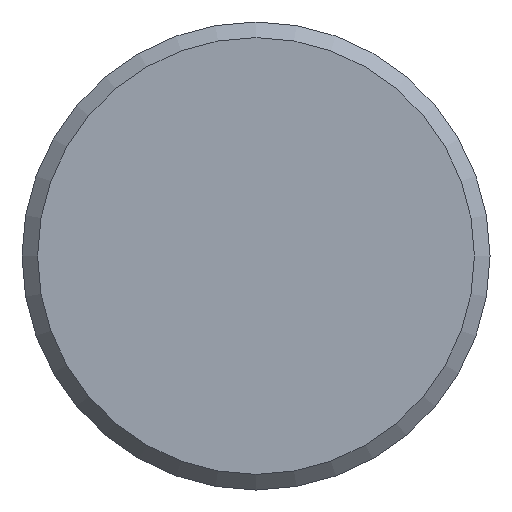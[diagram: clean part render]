
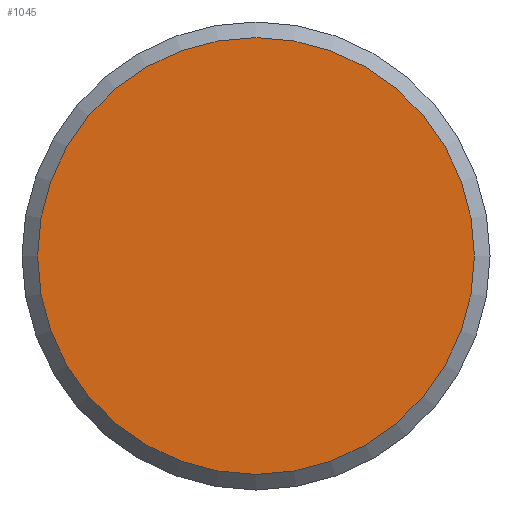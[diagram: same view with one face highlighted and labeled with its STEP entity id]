
A CAD part, front view. The second image highlights one B-rep face of the part: STEP entity #1045.
In plain terms, the highlighted planar face has unit normal (0, -1, 0).
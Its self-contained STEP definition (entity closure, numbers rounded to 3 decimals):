
#42=CIRCLE('',#1131,14.);
#97=PLANE('',#1137);
#137=FACE_OUTER_BOUND('',#200,.T.);
#200=EDGE_LOOP('',(#698));
#437=VERTEX_POINT('',#1645);
#535=EDGE_CURVE('',#437,#437,#42,.T.);
#698=ORIENTED_EDGE('',*,*,#535,.F.);
#1045=ADVANCED_FACE('',(#137),#97,.T.);
#1131=AXIS2_PLACEMENT_3D('',#1646,#1265,#1266);
#1137=AXIS2_PLACEMENT_3D('',#1658,#1279,#1280);
#1265=DIRECTION('center_axis',(0.,1.,0.));
#1266=DIRECTION('ref_axis',(-1.,0.,0.));
#1279=DIRECTION('center_axis',(0.,-1.,0.));
#1280=DIRECTION('ref_axis',(0.,0.,-1.));
#1645=CARTESIAN_POINT('',(14.,0.,0.));
#1646=CARTESIAN_POINT('Origin',(0.,0.,
0.));
#1658=CARTESIAN_POINT('Origin',(7.5,0.,0.));
